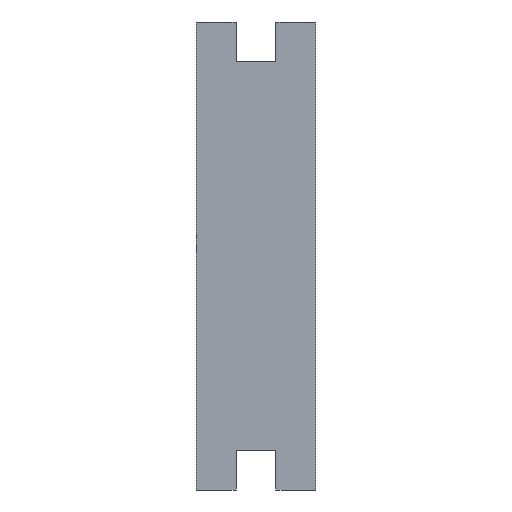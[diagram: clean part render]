
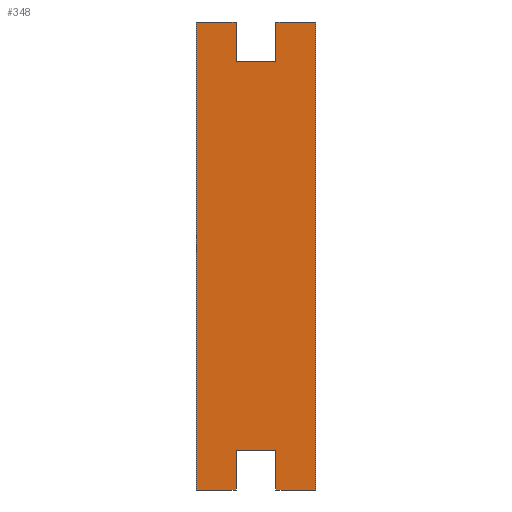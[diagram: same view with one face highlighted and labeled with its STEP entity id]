
A CAD part, front view. The second image highlights one B-rep face of the part: STEP entity #348.
In plain terms, the highlighted planar face has unit normal (0, -1, 0).
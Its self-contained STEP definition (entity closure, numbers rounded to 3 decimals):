
#1 = FACE_OUTER_BOUND ( 'NONE', #1135, .T. ) ;
#30 = VECTOR ( 'NONE', #371, 1000. ) ;
#32 = EDGE_CURVE ( 'NONE', #635, #1266, #727, .T. ) ;
#37 = VERTEX_POINT ( 'NONE', #631 ) ;
#41 = EDGE_CURVE ( 'NONE', #147, #1266, #831, .T. ) ;
#62 = VERTEX_POINT ( 'NONE', #851 ) ;
#66 = CARTESIAN_POINT ( 'NONE',  ( -12., 0., 0. ) ) ;
#69 = LINE ( 'NONE', #391, #484 ) ;
#80 = CARTESIAN_POINT ( 'NONE',  ( 0., 0., -47. ) ) ;
#84 = ORIENTED_EDGE ( 'NONE', *, *, #1138, .F. ) ;
#140 = DIRECTION ( 'NONE',  ( 1., 0., 0. ) ) ;
#141 = VERTEX_POINT ( 'NONE', #565 ) ;
#147 = VERTEX_POINT ( 'NONE', #1073 ) ;
#163 = EDGE_CURVE ( 'NONE', #62, #141, #172, .T. ) ;
#172 = LINE ( 'NONE', #80, #1083 ) ;
#180 = VECTOR ( 'NONE', #140, 1000. ) ;
#224 = ORIENTED_EDGE ( 'NONE', *, *, #825, .F. ) ;
#229 = ORIENTED_EDGE ( 'NONE', *, *, #163, .T. ) ;
#260 = CARTESIAN_POINT ( 'NONE',  ( 4., 0., 47. ) ) ;
#274 = VERTEX_POINT ( 'NONE', #1182 ) ;
#295 = VECTOR ( 'NONE', #1245, 1000. ) ;
#308 = CARTESIAN_POINT ( 'NONE',  ( -4., 0., 0. ) ) ;
#313 = EDGE_CURVE ( 'NONE', #37, #903, #1113, .T. ) ;
#322 = PLANE ( 'NONE',  #985 ) ;
#332 = CARTESIAN_POINT ( 'NONE',  ( 0., 0., -47. ) ) ;
#348 = ADVANCED_FACE ( 'NONE', ( #1 ), #322, .F. ) ;
#351 = LINE ( 'NONE', #431, #944 ) ;
#371 = DIRECTION ( 'NONE',  ( 0., 0., 1. ) ) ;
#377 = DIRECTION ( 'NONE',  ( 1., 0., 0. ) ) ;
#384 = VECTOR ( 'NONE', #827, 1000. ) ;
#391 = CARTESIAN_POINT ( 'NONE',  ( 0., 0., -39. ) ) ;
#400 = CARTESIAN_POINT ( 'NONE',  ( 0., 0., 0. ) ) ;
#422 = VECTOR ( 'NONE', #951, 1000. ) ;
#431 = CARTESIAN_POINT ( 'NONE',  ( 0., 0., 47. ) ) ;
#435 = EDGE_CURVE ( 'NONE', #1053, #1158, #939, .T. ) ;
#455 = DIRECTION ( 'NONE',  ( 0., 0., -1. ) ) ;
#467 = DIRECTION ( 'NONE',  ( 1., 0., 0. ) ) ;
#479 = ORIENTED_EDGE ( 'NONE', *, *, #842, .T. ) ;
#484 = VECTOR ( 'NONE', #377, 1000. ) ;
#490 = CARTESIAN_POINT ( 'NONE',  ( 12., 0., 0. ) ) ;
#495 = ORIENTED_EDGE ( 'NONE', *, *, #913, .F. ) ;
#497 = DIRECTION ( 'NONE',  ( 0., 0., -1. ) ) ;
#536 = ORIENTED_EDGE ( 'NONE', *, *, #1219, .T. ) ;
#540 = DIRECTION ( 'NONE',  ( 0., 0., 1. ) ) ;
#545 = CARTESIAN_POINT ( 'NONE',  ( 0., 0., 47. ) ) ;
#555 = CARTESIAN_POINT ( 'NONE',  ( 4., 0., 0. ) ) ;
#565 = CARTESIAN_POINT ( 'NONE',  ( 12., 0., -47. ) ) ;
#576 = LINE ( 'NONE', #490, #30 ) ;
#587 = VERTEX_POINT ( 'NONE', #664 ) ;
#590 = ORIENTED_EDGE ( 'NONE', *, *, #32, .T. ) ;
#611 = VECTOR ( 'NONE', #540, 1000. ) ;
#631 = CARTESIAN_POINT ( 'NONE',  ( -4., 0., -39. ) ) ;
#633 = CARTESIAN_POINT ( 'NONE',  ( -4., 0., 0. ) ) ;
#635 = VERTEX_POINT ( 'NONE', #973 ) ;
#647 = CARTESIAN_POINT ( 'NONE',  ( -4., 0., -47. ) ) ;
#664 = CARTESIAN_POINT ( 'NONE',  ( 4., 0., -39. ) ) ;
#683 = ORIENTED_EDGE ( 'NONE', *, *, #435, .F. ) ;
#727 = LINE ( 'NONE', #545, #295 ) ;
#743 = LINE ( 'NONE', #555, #1063 ) ;
#754 = LINE ( 'NONE', #1036, #180 ) ;
#807 = VERTEX_POINT ( 'NONE', #1017 ) ;
#810 = DIRECTION ( 'NONE',  ( 0., 0., 1. ) ) ;
#825 = EDGE_CURVE ( 'NONE', #1158, #274, #351, .T. ) ;
#827 = DIRECTION ( 'NONE',  ( 0., 0., 1. ) ) ;
#831 = LINE ( 'NONE', #66, #611 ) ;
#836 = CARTESIAN_POINT ( 'NONE',  ( 4., 0., 0. ) ) ;
#842 = EDGE_CURVE ( 'NONE', #587, #62, #743, .T. ) ;
#851 = CARTESIAN_POINT ( 'NONE',  ( 4., 0., -47. ) ) ;
#867 = ORIENTED_EDGE ( 'NONE', *, *, #41, .F. ) ;
#870 = ORIENTED_EDGE ( 'NONE', *, *, #313, .F. ) ;
#880 = EDGE_CURVE ( 'NONE', #807, #635, #1050, .T. ) ;
#903 = VERTEX_POINT ( 'NONE', #647 ) ;
#913 = EDGE_CURVE ( 'NONE', #807, #1053, #754, .T. ) ;
#939 = LINE ( 'NONE', #836, #1189 ) ;
#944 = VECTOR ( 'NONE', #1025, 1000. ) ;
#951 = DIRECTION ( 'NONE',  ( -1., 0., 0. ) ) ;
#962 = VECTOR ( 'NONE', #497, 1000. ) ;
#973 = CARTESIAN_POINT ( 'NONE',  ( -4., 0., 47. ) ) ;
#985 = AXIS2_PLACEMENT_3D ( 'NONE', #400, #1091, #810 ) ;
#1017 = CARTESIAN_POINT ( 'NONE',  ( -4., 0., 39. ) ) ;
#1025 = DIRECTION ( 'NONE',  ( 1., 0., 0. ) ) ;
#1036 = CARTESIAN_POINT ( 'NONE',  ( 0., 0., 39. ) ) ;
#1038 = LINE ( 'NONE', #332, #422 ) ;
#1050 = LINE ( 'NONE', #633, #384 ) ;
#1053 = VERTEX_POINT ( 'NONE', #1200 ) ;
#1056 = ORIENTED_EDGE ( 'NONE', *, *, #880, .T. ) ;
#1063 = VECTOR ( 'NONE', #455, 1000. ) ;
#1073 = CARTESIAN_POINT ( 'NONE',  ( -12., 0., -47. ) ) ;
#1083 = VECTOR ( 'NONE', #467, 1000. ) ;
#1088 = ORIENTED_EDGE ( 'NONE', *, *, #1260, .T. ) ;
#1091 = DIRECTION ( 'NONE',  ( 0., 1., 0. ) ) ;
#1113 = LINE ( 'NONE', #308, #962 ) ;
#1135 = EDGE_LOOP ( 'NONE', ( #536, #224, #683, #495, #1056, #590, #867, #84, #870, #1088, #479, #229 ) ) ;
#1138 = EDGE_CURVE ( 'NONE', #903, #147, #1038, .T. ) ;
#1158 = VERTEX_POINT ( 'NONE', #260 ) ;
#1180 = CARTESIAN_POINT ( 'NONE',  ( -12., 0., 47. ) ) ;
#1182 = CARTESIAN_POINT ( 'NONE',  ( 12., 0., 47. ) ) ;
#1189 = VECTOR ( 'NONE', #1224, 1000. ) ;
#1200 = CARTESIAN_POINT ( 'NONE',  ( 4., 0., 39. ) ) ;
#1219 = EDGE_CURVE ( 'NONE', #141, #274, #576, .T. ) ;
#1224 = DIRECTION ( 'NONE',  ( 0., 0., 1. ) ) ;
#1245 = DIRECTION ( 'NONE',  ( -1., 0., 0. ) ) ;
#1260 = EDGE_CURVE ( 'NONE', #37, #587, #69, .T. ) ;
#1266 = VERTEX_POINT ( 'NONE', #1180 ) ;
